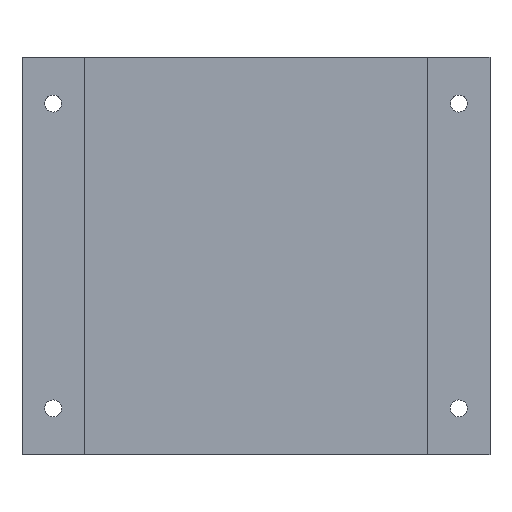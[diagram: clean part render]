
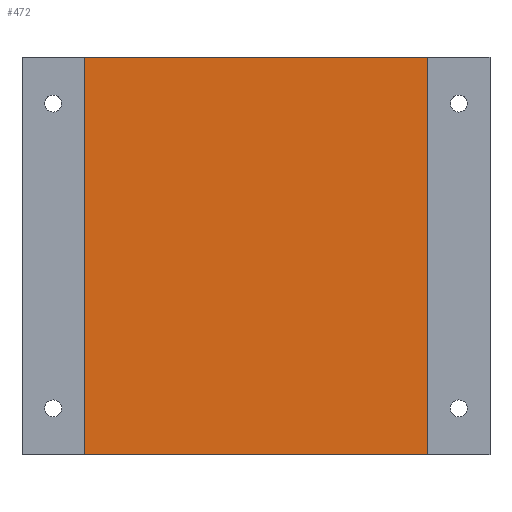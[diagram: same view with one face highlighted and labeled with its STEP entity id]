
A CAD part, top view. The second image highlights one B-rep face of the part: STEP entity #472.
In plain terms, the highlighted planar face has unit normal (0, 0, 1).
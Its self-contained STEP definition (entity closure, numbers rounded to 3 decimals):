
#40=PLANE('',#530);
#66=FACE_OUTER_BOUND('',#102,.T.);
#102=EDGE_LOOP('',(#413,#414,#415,#416));
#126=LINE('',#747,#170);
#145=LINE('',#784,#189);
#146=LINE('',#787,#190);
#147=LINE('',#788,#191);
#170=VECTOR('',#616,10.);
#189=VECTOR('',#651,10.);
#190=VECTOR('',#654,10.);
#191=VECTOR('',#655,10.);
#242=VERTEX_POINT('',#744);
#243=VERTEX_POINT('',#746);
#253=VERTEX_POINT('',#782);
#254=VERTEX_POINT('',#786);
#292=EDGE_CURVE('',#242,#243,#126,.T.);
#311=EDGE_CURVE('',#242,#253,#145,.T.);
#312=EDGE_CURVE('',#254,#253,#146,.T.);
#313=EDGE_CURVE('',#243,#254,#147,.T.);
#413=ORIENTED_EDGE('',*,*,#311,.T.);
#414=ORIENTED_EDGE('',*,*,#312,.F.);
#415=ORIENTED_EDGE('',*,*,#313,.F.);
#416=ORIENTED_EDGE('',*,*,#292,.F.);
#472=ADVANCED_FACE('',(#66),#40,.T.);
#530=AXIS2_PLACEMENT_3D('',#785,#652,#653);
#616=DIRECTION('',(-1.,0.,0.));
#651=DIRECTION('',(0.,1.,0.));
#652=DIRECTION('center_axis',(0.,0.,1.));
#653=DIRECTION('ref_axis',(1.,0.,0.));
#654=DIRECTION('',(1.,0.,0.));
#655=DIRECTION('',(0.,1.,0.));
#744=CARTESIAN_POINT('',(60.5,-70.,2.));
#746=CARTESIAN_POINT('',(-60.5,-70.,2.));
#747=CARTESIAN_POINT('',(-60.5,-70.,2.));
#782=CARTESIAN_POINT('',(60.5,70.,2.));
#784=CARTESIAN_POINT('',(60.5,0.,2.));
#785=CARTESIAN_POINT('Origin',(-60.5,0.,2.));
#786=CARTESIAN_POINT('',(-60.5,70.,2.));
#787=CARTESIAN_POINT('',(-60.5,70.,2.));
#788=CARTESIAN_POINT('',(-60.5,0.,2.));
